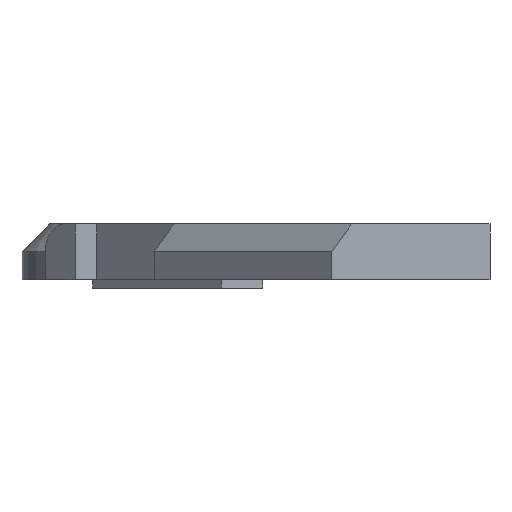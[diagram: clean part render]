
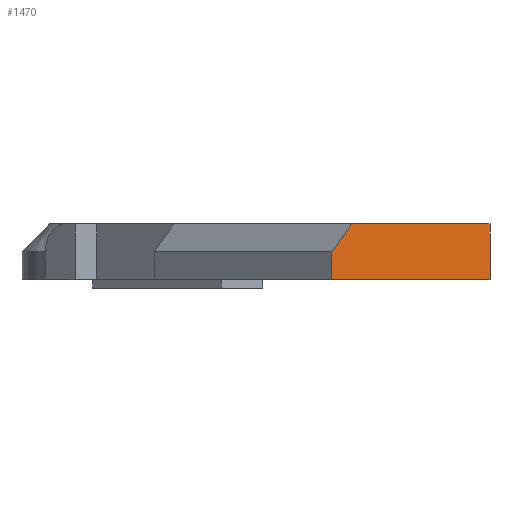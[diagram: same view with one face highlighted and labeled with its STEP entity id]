
A CAD part, front view. The second image highlights one B-rep face of the part: STEP entity #1470.
In plain terms, the highlighted planar face has unit normal (0.707, -0.707, 0).
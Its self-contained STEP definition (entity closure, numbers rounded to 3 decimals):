
#72 = PLANE('',#73);
#73 = AXIS2_PLACEMENT_3D('',#74,#75,#76);
#74 = CARTESIAN_POINT('',(15.088,-14.952,0.));
#75 = DIRECTION('',(-0.,-0.,-1.));
#76 = DIRECTION('',(-1.,0.,0.));
#128 = PLANE('',#129);
#129 = AXIS2_PLACEMENT_3D('',#130,#131,#132);
#130 = CARTESIAN_POINT('',(15.088,-14.952,2.));
#131 = DIRECTION('',(-0.,-0.,-1.));
#132 = DIRECTION('',(-1.,0.,0.));
#781 = VERTEX_POINT('',#782);
#782 = CARTESIAN_POINT('',(24.042,-18.385,0.));
#796 = PLANE('',#797);
#797 = AXIS2_PLACEMENT_3D('',#798,#799,#800);
#798 = CARTESIAN_POINT('',(11.314,-5.657,0.));
#799 = DIRECTION('',(0.707,0.707,0.));
#800 = DIRECTION('',(0.707,-0.707,0.));
#808 = EDGE_CURVE('',#781,#809,#811,.T.);
#809 = VERTEX_POINT('',#810);
#810 = CARTESIAN_POINT('',(18.385,-24.042,0.));
#811 = SURFACE_CURVE('',#812,(#816,#823),.PCURVE_S1.);
#812 = LINE('',#813,#814);
#813 = CARTESIAN_POINT('',(24.042,-18.385,0.));
#814 = VECTOR('',#815,1.);
#815 = DIRECTION('',(-0.707,-0.707,0.));
#816 = PCURVE('',#72,#817);
#817 = DEFINITIONAL_REPRESENTATION('',(#818),#822);
#818 = LINE('',#819,#820);
#819 = CARTESIAN_POINT('',(-8.954,-3.433));
#820 = VECTOR('',#821,1.);
#821 = DIRECTION('',(0.707,-0.707));
#822 = ( GEOMETRIC_REPRESENTATION_CONTEXT(2) 
PARAMETRIC_REPRESENTATION_CONTEXT() REPRESENTATION_CONTEXT('2D SPACE',''
  ) );
#823 = PCURVE('',#824,#829);
#824 = PLANE('',#825);
#825 = AXIS2_PLACEMENT_3D('',#826,#827,#828);
#826 = CARTESIAN_POINT('',(24.042,-18.385,0.));
#827 = DIRECTION('',(0.707,-0.707,0.));
#828 = DIRECTION('',(-0.707,-0.707,0.));
#829 = DEFINITIONAL_REPRESENTATION('',(#830),#834);
#830 = LINE('',#831,#832);
#831 = CARTESIAN_POINT('',(0.,0.));
#832 = VECTOR('',#833,1.);
#833 = DIRECTION('',(1.,-0.));
#834 = ( GEOMETRIC_REPRESENTATION_CONTEXT(2) 
PARAMETRIC_REPRESENTATION_CONTEXT() REPRESENTATION_CONTEXT('2D SPACE',''
  ) );
#852 = PLANE('',#853);
#853 = AXIS2_PLACEMENT_3D('',#854,#855,#856);
#854 = CARTESIAN_POINT('',(18.385,-24.042,0.));
#855 = DIRECTION('',(-0.707,-0.707,0.));
#856 = DIRECTION('',(-0.707,0.707,0.));
#1044 = VERTEX_POINT('',#1045);
#1045 = CARTESIAN_POINT('',(24.042,-18.385,2.));
#1066 = EDGE_CURVE('',#1044,#1067,#1069,.T.);
#1067 = VERTEX_POINT('',#1068);
#1068 = CARTESIAN_POINT('',(19.092,-23.335,2.));
#1069 = SURFACE_CURVE('',#1070,(#1074,#1081),.PCURVE_S1.);
#1070 = LINE('',#1071,#1072);
#1071 = CARTESIAN_POINT('',(24.042,-18.385,2.));
#1072 = VECTOR('',#1073,1.);
#1073 = DIRECTION('',(-0.707,-0.707,0.));
#1074 = PCURVE('',#128,#1075);
#1075 = DEFINITIONAL_REPRESENTATION('',(#1076),#1080);
#1076 = LINE('',#1077,#1078);
#1077 = CARTESIAN_POINT('',(-8.954,-3.433));
#1078 = VECTOR('',#1079,1.);
#1079 = DIRECTION('',(0.707,-0.707));
#1080 = ( GEOMETRIC_REPRESENTATION_CONTEXT(2) 
PARAMETRIC_REPRESENTATION_CONTEXT() REPRESENTATION_CONTEXT('2D SPACE',''
  ) );
#1081 = PCURVE('',#824,#1082);
#1082 = DEFINITIONAL_REPRESENTATION('',(#1083),#1087);
#1083 = LINE('',#1084,#1085);
#1084 = CARTESIAN_POINT('',(0.,-2.));
#1085 = VECTOR('',#1086,1.);
#1086 = DIRECTION('',(1.,-0.));
#1087 = ( GEOMETRIC_REPRESENTATION_CONTEXT(2) 
PARAMETRIC_REPRESENTATION_CONTEXT() REPRESENTATION_CONTEXT('2D SPACE',''
  ) );
#1105 = PLANE('',#1106);
#1106 = AXIS2_PLACEMENT_3D('',#1107,#1108,#1109);
#1107 = CARTESIAN_POINT('',(18.738,-23.688,1.5));
#1108 = DIRECTION('',(0.5,0.5,-0.707));
#1109 = DIRECTION('',(-0.707,0.707,0.
    ));
#1425 = EDGE_CURVE('',#809,#1426,#1428,.T.);
#1426 = VERTEX_POINT('',#1427);
#1427 = CARTESIAN_POINT('',(18.385,-24.042,1.));
#1428 = SURFACE_CURVE('',#1429,(#1433,#1440),.PCURVE_S1.);
#1429 = LINE('',#1430,#1431);
#1430 = CARTESIAN_POINT('',(18.385,-24.042,0.));
#1431 = VECTOR('',#1432,1.);
#1432 = DIRECTION('',(0.,0.,1.));
#1433 = PCURVE('',#852,#1434);
#1434 = DEFINITIONAL_REPRESENTATION('',(#1435),#1439);
#1435 = LINE('',#1436,#1437);
#1436 = CARTESIAN_POINT('',(0.,0.));
#1437 = VECTOR('',#1438,1.);
#1438 = DIRECTION('',(0.,-1.));
#1439 = ( GEOMETRIC_REPRESENTATION_CONTEXT(2) 
PARAMETRIC_REPRESENTATION_CONTEXT() REPRESENTATION_CONTEXT('2D SPACE',''
  ) );
#1440 = PCURVE('',#824,#1441);
#1441 = DEFINITIONAL_REPRESENTATION('',(#1442),#1446);
#1442 = LINE('',#1443,#1444);
#1443 = CARTESIAN_POINT('',(8.,-0.));
#1444 = VECTOR('',#1445,1.);
#1445 = DIRECTION('',(0.,-1.));
#1446 = ( GEOMETRIC_REPRESENTATION_CONTEXT(2) 
PARAMETRIC_REPRESENTATION_CONTEXT() REPRESENTATION_CONTEXT('2D SPACE',''
  ) );
#1470 = ADVANCED_FACE('',(#1471),#824,.T.);
#1471 = FACE_BOUND('',#1472,.T.);
#1472 = EDGE_LOOP('',(#1473,#1474,#1475,#1496,#1497));
#1473 = ORIENTED_EDGE('',*,*,#1425,.F.);
#1474 = ORIENTED_EDGE('',*,*,#808,.F.);
#1475 = ORIENTED_EDGE('',*,*,#1476,.T.);
#1476 = EDGE_CURVE('',#781,#1044,#1477,.T.);
#1477 = SURFACE_CURVE('',#1478,(#1482,#1489),.PCURVE_S1.);
#1478 = LINE('',#1479,#1480);
#1479 = CARTESIAN_POINT('',(24.042,-18.385,0.));
#1480 = VECTOR('',#1481,1.);
#1481 = DIRECTION('',(0.,0.,1.));
#1482 = PCURVE('',#824,#1483);
#1483 = DEFINITIONAL_REPRESENTATION('',(#1484),#1488);
#1484 = LINE('',#1485,#1486);
#1485 = CARTESIAN_POINT('',(0.,0.));
#1486 = VECTOR('',#1487,1.);
#1487 = DIRECTION('',(0.,-1.));
#1488 = ( GEOMETRIC_REPRESENTATION_CONTEXT(2) 
PARAMETRIC_REPRESENTATION_CONTEXT() REPRESENTATION_CONTEXT('2D SPACE',''
  ) );
#1489 = PCURVE('',#796,#1490);
#1490 = DEFINITIONAL_REPRESENTATION('',(#1491),#1495);
#1491 = LINE('',#1492,#1493);
#1492 = CARTESIAN_POINT('',(18.,0.));
#1493 = VECTOR('',#1494,1.);
#1494 = DIRECTION('',(0.,-1.));
#1495 = ( GEOMETRIC_REPRESENTATION_CONTEXT(2) 
PARAMETRIC_REPRESENTATION_CONTEXT() REPRESENTATION_CONTEXT('2D SPACE',''
  ) );
#1496 = ORIENTED_EDGE('',*,*,#1066,.T.);
#1497 = ORIENTED_EDGE('',*,*,#1498,.F.);
#1498 = EDGE_CURVE('',#1426,#1067,#1499,.T.);
#1499 = SURFACE_CURVE('',#1500,(#1504,#1511),.PCURVE_S1.);
#1500 = LINE('',#1501,#1502);
#1501 = CARTESIAN_POINT('',(19.799,-22.627,3.));
#1502 = VECTOR('',#1503,1.);
#1503 = DIRECTION('',(0.5,0.5,0.707));
#1504 = PCURVE('',#824,#1505);
#1505 = DEFINITIONAL_REPRESENTATION('',(#1506),#1510);
#1506 = LINE('',#1507,#1508);
#1507 = CARTESIAN_POINT('',(6.,-3.));
#1508 = VECTOR('',#1509,1.);
#1509 = DIRECTION('',(-0.707,-0.707));
#1510 = ( GEOMETRIC_REPRESENTATION_CONTEXT(2) 
PARAMETRIC_REPRESENTATION_CONTEXT() REPRESENTATION_CONTEXT('2D SPACE',''
  ) );
#1511 = PCURVE('',#1105,#1512);
#1512 = DEFINITIONAL_REPRESENTATION('',(#1513),#1517);
#1513 = LINE('',#1514,#1515);
#1514 = CARTESIAN_POINT('',(0.,2.121));
#1515 = VECTOR('',#1516,1.);
#1516 = DIRECTION('',(0.,1.));
#1517 = ( GEOMETRIC_REPRESENTATION_CONTEXT(2) 
PARAMETRIC_REPRESENTATION_CONTEXT() REPRESENTATION_CONTEXT('2D SPACE',''
  ) );
